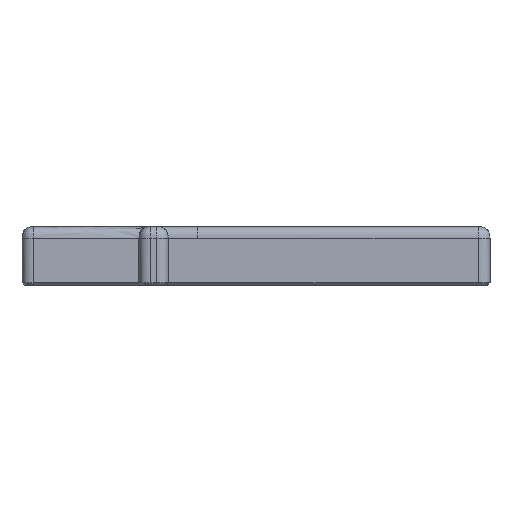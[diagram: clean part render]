
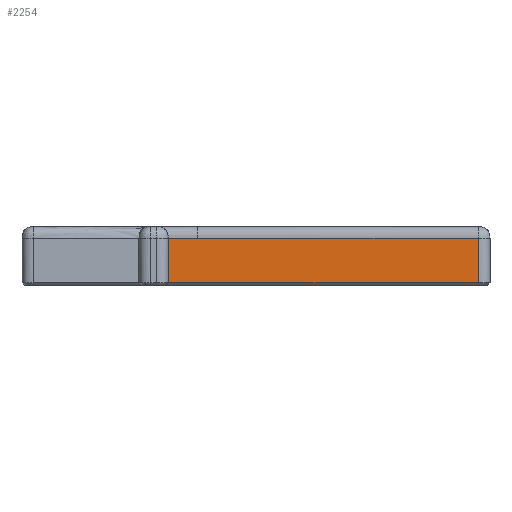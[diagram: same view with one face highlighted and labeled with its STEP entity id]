
A CAD part, left-side view. The second image highlights one B-rep face of the part: STEP entity #2254.
In plain terms, the highlighted planar face has unit normal (-1, 0, 0).
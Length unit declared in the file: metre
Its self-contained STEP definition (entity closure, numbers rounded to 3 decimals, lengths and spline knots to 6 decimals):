
#151=B_SPLINE_CURVE_WITH_KNOTS('',3,(#3448,#3449,#3450,#3451),
 .UNSPECIFIED.,.F.,.F.,(4,4),(0.,0.95),.UNSPECIFIED.);
#152=B_SPLINE_CURVE_WITH_KNOTS('',3,(#3456,#3457,#3458,#3459),
 .UNSPECIFIED.,.F.,.F.,(4,4),(0.05,1.),.UNSPECIFIED.);
#153=B_SPLINE_CURVE_WITH_KNOTS('',3,(#3461,#3462,#3463,#3464),
 .UNSPECIFIED.,.F.,.F.,(4,4),(0.,1.),.UNSPECIFIED.);
#154=B_SPLINE_CURVE_WITH_KNOTS('',3,(#3466,#3467,#3468,#3469),
 .UNSPECIFIED.,.F.,.F.,(4,4),(0.,1.),.UNSPECIFIED.);
#307=LINE('',#3454,#401);
#401=VECTOR('',#2755,1.);
#643=ORIENTED_EDGE('',*,*,#1239,.T.);
#644=ORIENTED_EDGE('',*,*,#1240,.T.);
#645=ORIENTED_EDGE('',*,*,#1241,.T.);
#646=ORIENTED_EDGE('',*,*,#1242,.T.);
#647=ORIENTED_EDGE('',*,*,#1243,.T.);
#1239=EDGE_CURVE('',#1549,#1550,#151,.T.);
#1240=EDGE_CURVE('',#1550,#1551,#307,.T.);
#1241=EDGE_CURVE('',#1551,#1552,#152,.T.);
#1242=EDGE_CURVE('',#1552,#1553,#153,.T.);
#1243=EDGE_CURVE('',#1553,#1549,#154,.T.);
#1549=VERTEX_POINT('',#3452);
#1550=VERTEX_POINT('',#3453);
#1551=VERTEX_POINT('',#3455);
#1552=VERTEX_POINT('',#3460);
#1553=VERTEX_POINT('',#3465);
#1792=EDGE_LOOP('',(#643,#644,#645,#646,#647));
#2002=FACE_BOUND('',#1792,.T.);
#2183=PLANE('',#2455);
#2254=ADVANCED_FACE('',(#2002),#2183,.T.);
#2455=AXIS2_PLACEMENT_3D('',#3447,#2753,#2754);
#2753=DIRECTION('',(-1.,0.,0.));
#2754=DIRECTION('',(0.,1.,0.));
#2755=DIRECTION('',(0.,-1.,0.));
#3447=CARTESIAN_POINT('',(0.050339,-0.055,0.01));
#3448=CARTESIAN_POINT('',(0.050339,-0.022,0.008));
#3449=CARTESIAN_POINT('',(0.050339,-0.022,0.005467));
#3450=CARTESIAN_POINT('',(0.050339,-0.022,0.002933));
#3451=CARTESIAN_POINT('',(0.050339,-0.022,0.0004));
#3452=CARTESIAN_POINT('',(0.050339,-0.022,0.008));
#3453=CARTESIAN_POINT('',(0.050339,-0.022,0.0004));
#3454=CARTESIAN_POINT('',(0.050339,-0.078,0.0004));
#3455=CARTESIAN_POINT('',(0.050339,-0.078,0.0004));
#3456=CARTESIAN_POINT('',(0.050339,-0.078,0.0004));
#3457=CARTESIAN_POINT('',(0.050339,-0.078,0.002933));
#3458=CARTESIAN_POINT('',(0.050339,-0.078,0.005467));
#3459=CARTESIAN_POINT('',(0.050339,-0.078,0.008));
#3460=CARTESIAN_POINT('',(0.050339,-0.078,0.008));
#3461=CARTESIAN_POINT('',(0.050339,-0.078,0.008));
#3462=CARTESIAN_POINT('',(0.050339,-0.062,0.008));
#3463=CARTESIAN_POINT('',(0.050339,-0.046,0.008));
#3464=CARTESIAN_POINT('',(0.050339,-0.03,0.008));
#3465=CARTESIAN_POINT('',(0.050339,-0.03,0.008));
#3466=CARTESIAN_POINT('',(0.050339,-0.03,0.008));
#3467=CARTESIAN_POINT('',(0.050339,-0.027333,0.008));
#3468=CARTESIAN_POINT('',(0.050339,-0.024667,0.008));
#3469=CARTESIAN_POINT('',(0.050339,-0.022,0.008));
